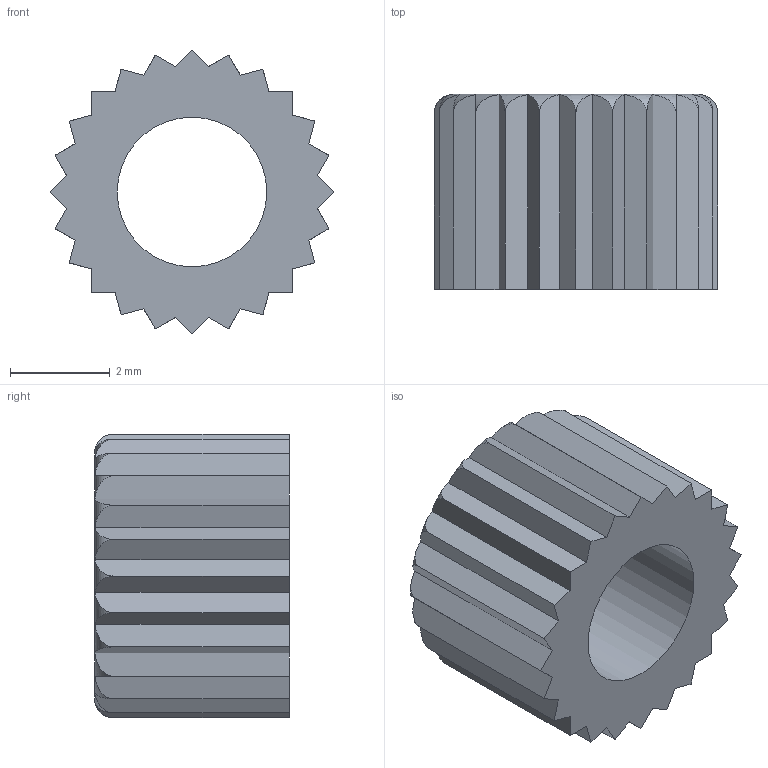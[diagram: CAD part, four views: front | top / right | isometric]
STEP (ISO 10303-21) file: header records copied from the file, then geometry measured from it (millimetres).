
FILE_DESCRIPTION(/* description */ (''),/* implementation_level */ '2;1');
FILE_NAME(/* name */ 'output.stp',/* time_stamp */ '2014-07-23T12:36:55-08:00',/* author */ ('Ben'),/* organization */ (''),/* preprocessor_version */ 'ST-DEVELOPER v15.2',/* originating_system */ 'Autodesk Inventor 2014',/* authorisation */ '');
FILE_SCHEMA (('AUTOMOTIVE_DESIGN { 1 0 10303 214 3 1 1 }'));
Length unit declared in the file: inch
Products named in the file (1): servo output
Bounding box: 5.69 x 3.91 x 5.69 mm (x, y, z)
Volume: 60.6 mm3; surface area: 154.1 mm2
Topology: 1 solids, 1 shells, 52 faces, 198 edges, 196 vertices
Faces by surface type: plane 50, torus 1, cylinder 1
Full cylindrical faces by diameter (mm): 3 x1
Entity records: 2424 total; most frequent: CARTESIAN_POINT 876, ORIENTED_EDGE 294, DIRECTION 258, EDGE_CURVE 147, LINE 144, VECTOR 144, VERTEX_POINT 99, AXIS2_PLACEMENT_3D 57
